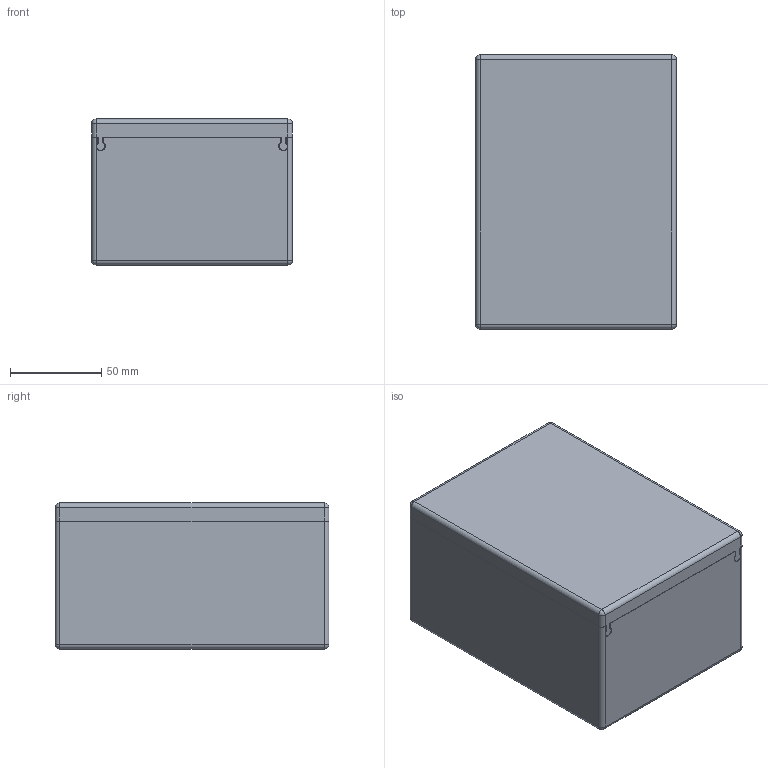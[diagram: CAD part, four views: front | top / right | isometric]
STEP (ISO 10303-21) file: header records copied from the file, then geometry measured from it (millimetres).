
FILE_DESCRIPTION(/* description */ ('STEP AP242','CAx-IF Rec.Pracs.---Representation and Presentation of Product Manufacturing Information (PMI)---4.0---2014-10-13','CAx-IF Rec.Pracs.---3D Tessellated Geometry---0.4---2014-09-14','2;1'),/* implementation_level */ '2;1');
FILE_NAME(/* name */ '657652284acfe91135135013',/* time_stamp */ '2023-12-11T00:04:56Z',/* author */ (''),/* organization */ (''),/* preprocessor_version */ 'ST-DEVELOPER v19.4',/* originating_system */ ' ',/* authorisation */ ' ');
FILE_SCHEMA (('AP242_MANAGED_MODEL_BASED_3D_ENGINEERING_MIM_LF { 1 0 10303 442 1 1 4 }'));
Length unit declared in the file: metre
Products named in the file (4): Box Assembly; Part 1
Assembly tree (3 placements, depth 2):
  Box Assembly
    Part 1
    Part 1
    Part 1
Bounding box: 110 x 150 x 80 mm (x, y, z)
Volume: 631201.3 mm3; surface area: 151757.2 mm2
Topology: 3 solids, 3 shells, 83 faces, 208 edges, 124 vertices
Faces by surface type: plane 39, cylinder 36, sphere 8
Entity records: 3081 total; most frequent: DIRECTION 450, CARTESIAN_POINT 411, ORIENTED_EDGE 400, EDGE_CURVE 200, AXIS2_PLACEMENT_3D 163, LINE 124, VECTOR 124, VERTEX_POINT 124
